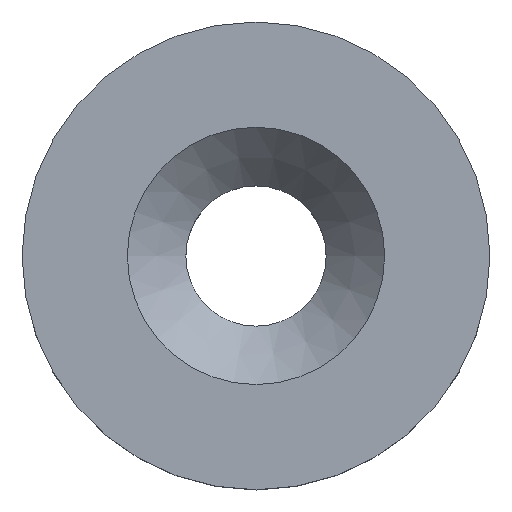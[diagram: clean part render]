
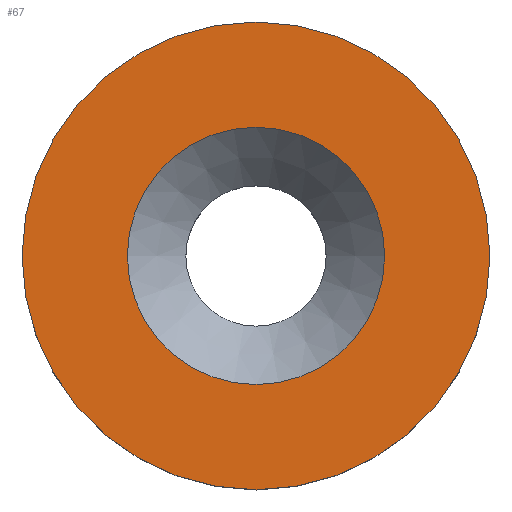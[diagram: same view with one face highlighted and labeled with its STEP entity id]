
A CAD part, top view. The second image highlights one B-rep face of the part: STEP entity #67.
In plain terms, the highlighted planar face has unit normal (0, 0, 1).
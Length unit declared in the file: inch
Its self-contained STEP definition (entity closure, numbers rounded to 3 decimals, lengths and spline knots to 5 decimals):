
#15=PLANE('',#77);
#21=FACE_BOUND('',#34,.T.);
#26=FACE_OUTER_BOUND('',#33,.T.);
#33=EDGE_LOOP('',(#58));
#34=EDGE_LOOP('',(#59));
#40=CIRCLE('',#74,0.1375);
#42=CIRCLE('',#78,0.25);
#45=VERTEX_POINT('',#108);
#47=VERTEX_POINT('',#114);
#50=EDGE_CURVE('',#45,#45,#40,.T.);
#52=EDGE_CURVE('',#47,#47,#42,.T.);
#58=ORIENTED_EDGE('',*,*,#52,.T.);
#59=ORIENTED_EDGE('',*,*,#50,.F.);
#67=ADVANCED_FACE('',(#26,#21),#15,.T.);
#74=AXIS2_PLACEMENT_3D('',#109,#88,#89);
#77=AXIS2_PLACEMENT_3D('',#113,#94,#95);
#78=AXIS2_PLACEMENT_3D('',#115,#96,#97);
#88=DIRECTION('center_axis',(0.,0.,1.));
#89=DIRECTION('ref_axis',(-1.,0.,0.));
#94=DIRECTION('center_axis',(0.,0.,1.));
#95=DIRECTION('ref_axis',(1.,0.,0.));
#96=DIRECTION('center_axis',(0.,0.,1.));
#97=DIRECTION('ref_axis',(-1.,0.,0.));
#108=CARTESIAN_POINT('',(0.1375,0.,0.0625));
#109=CARTESIAN_POINT('Origin',(0.,0.,0.0625));
#113=CARTESIAN_POINT('Origin',(0.,0.,
0.0625));
#114=CARTESIAN_POINT('',(0.25,0.,0.0625));
#115=CARTESIAN_POINT('Origin',(0.,0.,0.0625));
